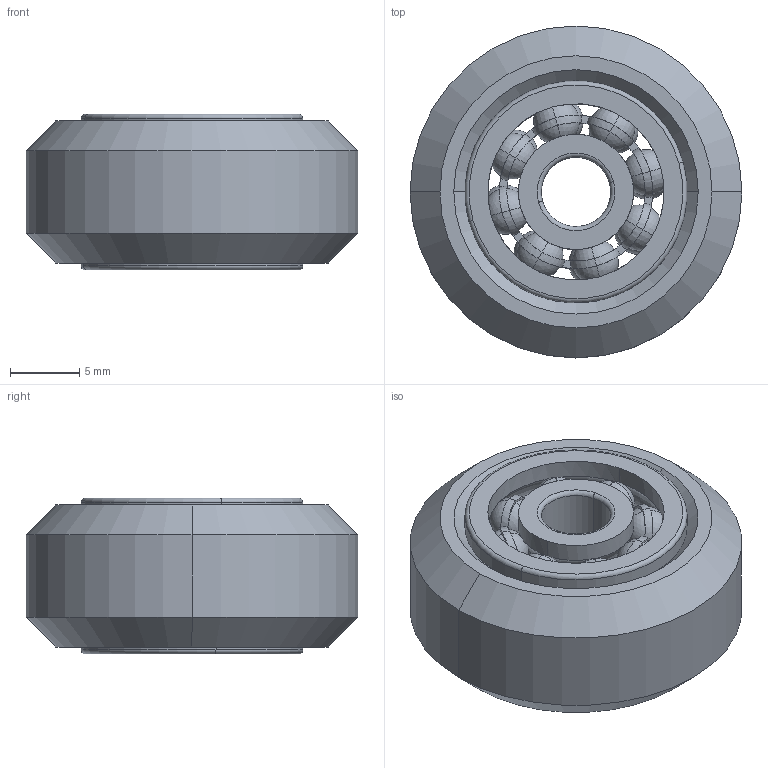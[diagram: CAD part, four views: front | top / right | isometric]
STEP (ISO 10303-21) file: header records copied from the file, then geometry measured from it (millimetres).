
FILE_DESCRIPTION (( 'STEP AP203' ), '1' );
FILE_NAME ('Solid V-Wheel D=24 d=5.STEP', '2018-11-09T23:21:20', ( '' ), ( '' ), 'SwSTEP 2.0', 'SolidWorks 2016', '' );
FILE_SCHEMA (( 'CONFIG_CONTROL_DESIGN' ));
Length unit declared in the file: millimetre
Products named in the file (4): Solid V-Wheel D=24 d=5; Spacer 1mm_�� 㬮�砭��; radial ball bearing_68_iso_ISO 15 RBB - 025 - 8,DE,AC,8_68; ������ ����� ��� 2020 _�.01.200_�� 㬮�砭��
Assembly tree (4 placements, depth 2):
  Solid V-Wheel D=24 d=5
    ������ ����� ��� 2020 _�.01.200_�� 㬮�砭��
    Spacer 1mm_�� 㬮�砭��
    radial ball bearing_68_iso_ISO 15 RBB - 025 - 8,DE,AC,8_68  x2
Bounding box: 23.9 x 23.9 x 11.23 mm (x, y, z)
Volume: 3548.2 mm3; surface area: 4002.9 mm2
Topology: 4 solids, 4 shells, 290 faces, 908 edges, 592 vertices
Faces by surface type: sphere 128, torus 64, plane 46, cylinder 44, cone 8
Entity records: 8002 total; most frequent: CARTESIAN_POINT 3389, ORIENTED_EDGE 960, DIRECTION 834, EDGE_CURVE 480, AXIS2_PLACEMENT_3D 397, VERTEX_POINT 312, CIRCLE 232, B_SPLINE_CURVE_WITH_KNOTS 208
